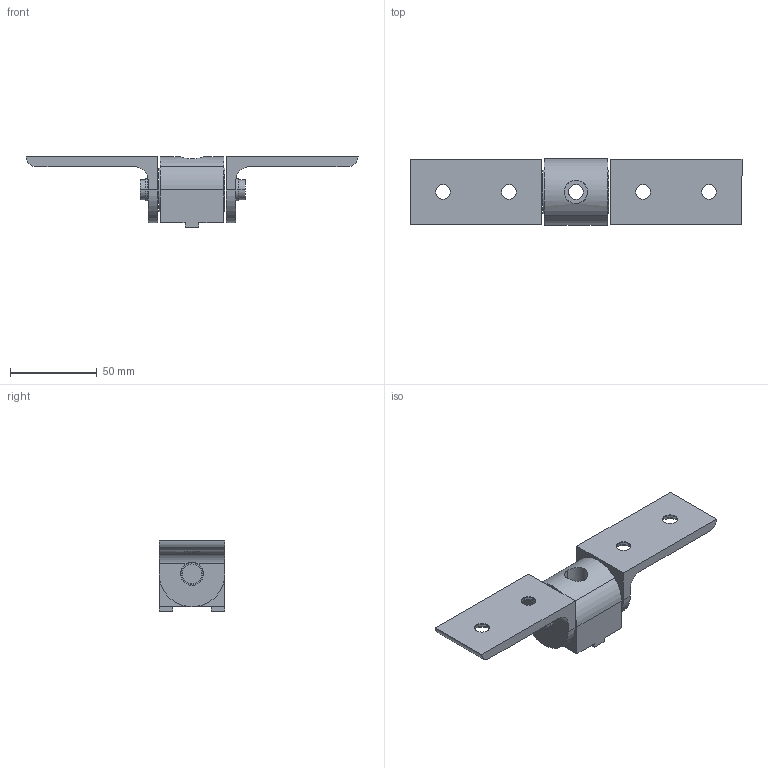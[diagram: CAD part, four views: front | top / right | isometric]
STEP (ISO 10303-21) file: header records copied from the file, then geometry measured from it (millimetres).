
FILE_DESCRIPTION((''),'2;1');
FILE_NAME('15HI8832.stp','2006-03-13T15:34:48',('Shawn Mantel'),('Faztek, LLC'),'Mechanical Desktop 2005','Mechanical Desktop 2005',', , ');
FILE_SCHEMA(('CONFIG_CONTROL_DESIGN'));
Length unit declared in the file: inch
Products named in the file (1): Product
Bounding box: 191.72 x 38.1 x 40.64 mm (x, y, z)
Volume: 87928.8 mm3; surface area: 33412.7 mm2
Topology: 15 solids, 15 shells, 146 faces, 343 edges, 224 vertices
Faces by surface type: cylinder 78, plane 48, cone 12, bspline 8
Entity records: 4874 total; most frequent: CARTESIAN_POINT 1252, DIRECTION 785, ORIENTED_EDGE 686, EDGE_CURVE 343, AXIS2_PLACEMENT_3D 315, VERTEX_POINT 224, EDGE_LOOP 177, CIRCLE 176
